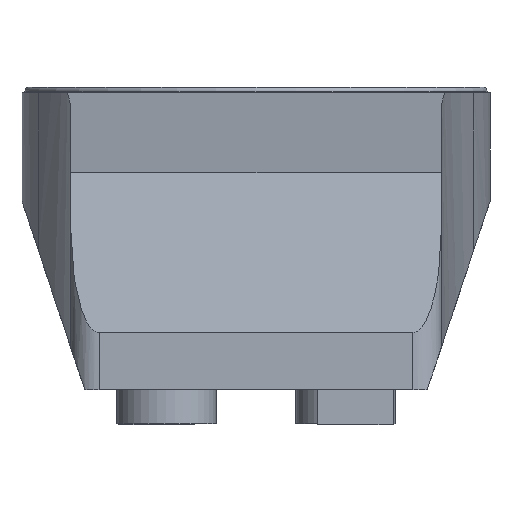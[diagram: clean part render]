
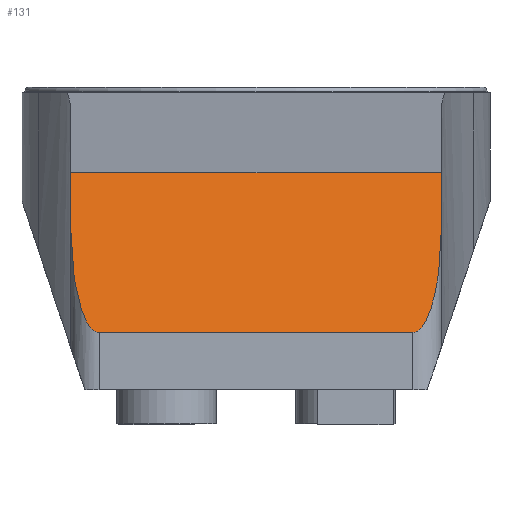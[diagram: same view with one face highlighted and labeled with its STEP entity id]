
A CAD part, left-side view. The second image highlights one B-rep face of the part: STEP entity #131.
In plain terms, the highlighted planar face has unit normal (-0.966, 0, 0.259).
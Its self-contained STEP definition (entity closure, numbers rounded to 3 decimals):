
#52=ELLIPSE('',#1085,38.637,10.);
#53=ELLIPSE('',#1086,38.637,10.);
#79=FACE_OUTER_BOUND('',#278,.T.);
#131=ADVANCED_FACE('',(#79),#188,.F.);
#188=PLANE('',#1087);
#278=EDGE_LOOP('',(#399,#400,#401,#402,#403,#404));
#399=ORIENTED_EDGE('',*,*,#748,.T.);
#400=ORIENTED_EDGE('',*,*,#749,.T.);
#401=ORIENTED_EDGE('',*,*,#742,.F.);
#402=ORIENTED_EDGE('',*,*,#750,.T.);
#403=ORIENTED_EDGE('',*,*,#751,.T.);
#404=ORIENTED_EDGE('',*,*,#752,.T.);
#645=VERTEX_POINT('',#1568);
#646=VERTEX_POINT('',#1569);
#649=VERTEX_POINT('',#1580);
#650=VERTEX_POINT('',#1581);
#651=VERTEX_POINT('',#1584);
#652=VERTEX_POINT('',#1586);
#742=EDGE_CURVE('',#645,#646,#860,.T.);
#748=EDGE_CURVE('',#649,#650,#866,.T.);
#749=EDGE_CURVE('',#650,#646,#52,.T.);
#750=EDGE_CURVE('',#645,#651,#53,.T.);
#751=EDGE_CURVE('',#651,#652,#867,.T.);
#752=EDGE_CURVE('',#652,#649,#868,.T.);
#860=LINE('',#1567,#954);
#866=LINE('',#1579,#960);
#867=LINE('',#1585,#961);
#868=LINE('',#1587,#962);
#954=VECTOR('',#1248,1.);
#960=VECTOR('',#1258,1.);
#961=VECTOR('',#1263,1.);
#962=VECTOR('',#1264,1.);
#1085=AXIS2_PLACEMENT_3D('',#1582,#1259,#1260);
#1086=AXIS2_PLACEMENT_3D('',#1583,#1261,#1262);
#1087=AXIS2_PLACEMENT_3D('',#1588,#1265,#1266);
#1248=DIRECTION('',(0.,1.,0.));
#1258=DIRECTION('',(-0.259,0.,-0.966));
#1259=DIRECTION('',(-0.966,0.,0.259));
#1260=DIRECTION('',(-0.259,0.,-0.966));
#1261=DIRECTION('',(-0.966,0.,0.259));
#1262=DIRECTION('',(0.259,0.,0.966));
#1263=DIRECTION('',(0.259,0.,0.966));
#1264=DIRECTION('',(0.,1.,0.));
#1265=DIRECTION('',(0.966,0.,-0.259));
#1266=DIRECTION('',(0.259,0.,0.966));
#1567=CARTESIAN_POINT('',(-355.,-355.,-86.));
#1568=CARTESIAN_POINT('',(-355.,-55.,-86.));
#1569=CARTESIAN_POINT('',(-355.,55.,-86.));
#1579=CARTESIAN_POINT('',(-339.995,65.,-30.));
#1580=CARTESIAN_POINT('',(-339.995,65.,-30.));
#1581=CARTESIAN_POINT('',(-345.,65.,-48.679));
#1582=CARTESIAN_POINT('',(-345.,55.,-48.679));
#1583=CARTESIAN_POINT('',(-345.,-55.,-48.679));
#1584=CARTESIAN_POINT('',(-345.,-65.,-48.679));
#1585=CARTESIAN_POINT('',(-339.995,-65.,-30.));
#1586=CARTESIAN_POINT('',(-339.995,-65.,-30.));
#1587=CARTESIAN_POINT('',(-339.995,-355.,-30.));
#1588=CARTESIAN_POINT('',(-339.995,-355.,-30.));
